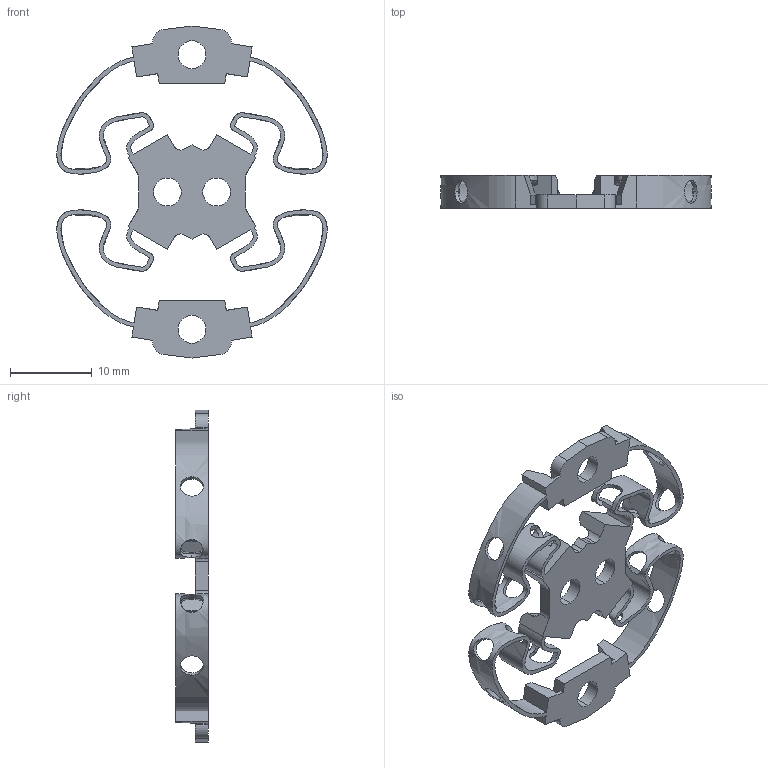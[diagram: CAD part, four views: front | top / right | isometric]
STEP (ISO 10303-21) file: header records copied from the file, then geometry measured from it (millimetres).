
FILE_DESCRIPTION (( 'STEP AP214' ), '1' );
FILE_NAME ('FlexureMini.STEP', '2023-11-21T17:13:30', ( '' ), ( '' ), 'SwSTEP 2.0', 'SolidWorks 2022', '' );
FILE_SCHEMA (( 'AUTOMOTIVE_DESIGN' ));
Length unit declared in the file: millimetre
Products named in the file (1): FlexureMini
Bounding box: 32.98 x 4 x 40.5 mm (x, y, z)
Volume: 845 mm3; surface area: 2350.3 mm2
Topology: 1 solids, 1 shells, 164 faces, 508 edges, 344 vertices
Faces by surface type: plane 84, cylinder 72, bspline 8
Entity records: 10238 total; most frequent: CARTESIAN_POINT 5857, ORIENTED_EDGE 1016, DIRECTION 722, EDGE_CURVE 508, VERTEX_POINT 344, VECTOR 288, LINE 288, AXIS2_PLACEMENT_3D 217
